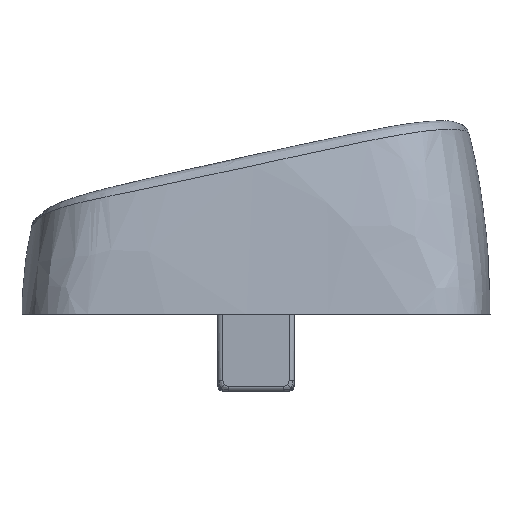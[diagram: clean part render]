
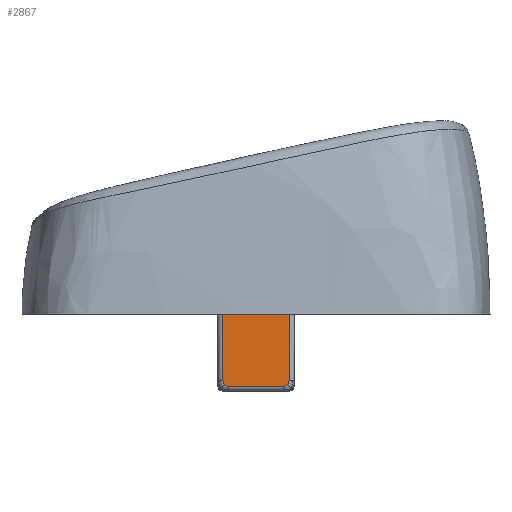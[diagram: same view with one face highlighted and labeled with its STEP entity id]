
A CAD part, left-side view. The second image highlights one B-rep face of the part: STEP entity #2867.
In plain terms, the highlighted planar face has unit normal (-1, 0, -0.009).
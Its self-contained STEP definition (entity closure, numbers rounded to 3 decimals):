
#23=PLANE('',#3116);
#68=LINE('',#8125,#116);
#70=LINE('',#8128,#118);
#72=LINE('',#8131,#120);
#77=LINE('',#8138,#125);
#116=VECTOR('',#3597,10.);
#118=VECTOR('',#3601,10.);
#120=VECTOR('',#3605,10.);
#125=VECTOR('',#3614,10.);
#275=FACE_OUTER_BOUND('',#414,.T.);
#414=EDGE_LOOP('',(#2271,#2272,#2273,#2274,#2275,#2276,#2277,#2278,#2279,
#2280,#2281,#2282));
#465=CIRCLE('',#2929,0.231);
#468=CIRCLE('',#2932,0.231);
#475=CIRCLE('',#2939,0.201);
#478=CIRCLE('',#2942,0.201);
#499=CIRCLE('',#2963,0.231);
#501=CIRCLE('',#2965,0.201);
#504=CIRCLE('',#2968,0.201);
#610=CIRCLE('',#3091,0.231);
#903=VERTEX_POINT('',#4480);
#904=VERTEX_POINT('',#4487);
#906=VERTEX_POINT('',#4533);
#915=VERTEX_POINT('',#4718);
#916=VERTEX_POINT('',#4725);
#918=VERTEX_POINT('',#4771);
#943=VERTEX_POINT('',#5286);
#944=VERTEX_POINT('',#5293);
#947=VERTEX_POINT('',#5340);
#948=VERTEX_POINT('',#5347);
#950=VERTEX_POINT('',#5393);
#1062=VERTEX_POINT('',#7866);
#1261=EDGE_CURVE('',#903,#904,#465,.T.);
#1265=EDGE_CURVE('',#906,#903,#468,.T.);
#1277=EDGE_CURVE('',#915,#916,#475,.T.);
#1281=EDGE_CURVE('',#918,#915,#478,.T.);
#1315=EDGE_CURVE('',#943,#944,#499,.T.);
#1319=EDGE_CURVE('',#947,#948,#501,.T.);
#1323=EDGE_CURVE('',#950,#947,#504,.T.);
#1504=EDGE_CURVE('',#1062,#943,#610,.T.);
#1531=EDGE_CURVE('',#916,#906,#68,.T.);
#1533=EDGE_CURVE('',#904,#1062,#70,.T.);
#1535=EDGE_CURVE('',#948,#918,#72,.T.);
#1540=EDGE_CURVE('',#944,#950,#77,.T.);
#2271=ORIENTED_EDGE('',*,*,#1265,.F.);
#2272=ORIENTED_EDGE('',*,*,#1531,.F.);
#2273=ORIENTED_EDGE('',*,*,#1277,.F.);
#2274=ORIENTED_EDGE('',*,*,#1281,.F.);
#2275=ORIENTED_EDGE('',*,*,#1535,.F.);
#2276=ORIENTED_EDGE('',*,*,#1319,.F.);
#2277=ORIENTED_EDGE('',*,*,#1323,.F.);
#2278=ORIENTED_EDGE('',*,*,#1540,.F.);
#2279=ORIENTED_EDGE('',*,*,#1315,.F.);
#2280=ORIENTED_EDGE('',*,*,#1504,.F.);
#2281=ORIENTED_EDGE('',*,*,#1533,.F.);
#2282=ORIENTED_EDGE('',*,*,#1261,.F.);
#2867=ADVANCED_FACE('',(#275),#23,.T.);
#2929=AXIS2_PLACEMENT_3D('',#4488,#3193,#3194);
#2932=AXIS2_PLACEMENT_3D('',#4535,#3199,#3200);
#2939=AXIS2_PLACEMENT_3D('',#4726,#3213,#3214);
#2942=AXIS2_PLACEMENT_3D('',#4773,#3219,#3220);
#2963=AXIS2_PLACEMENT_3D('',#5294,#3261,#3262);
#2965=AXIS2_PLACEMENT_3D('',#5348,#3265,#3266);
#2968=AXIS2_PLACEMENT_3D('',#5395,#3271,#3272);
#3091=AXIS2_PLACEMENT_3D('',#7868,#3541,#3542);
#3116=AXIS2_PLACEMENT_3D('',#8139,#3615,#3616);
#3193=DIRECTION('center_axis',(1.,0.,0.009));
#3194=DIRECTION('ref_axis',(-0.006,0.71,0.704));
#3199=DIRECTION('center_axis',(1.,0.,0.009));
#3200=DIRECTION('ref_axis',(-0.006,0.71,0.704));
#3213=DIRECTION('center_axis',(1.,0.,0.009));
#3214=DIRECTION('ref_axis',(0.006,0.704,-0.71));
#3219=DIRECTION('center_axis',(1.,0.,0.009));
#3220=DIRECTION('ref_axis',(0.006,0.704,-0.71));
#3261=DIRECTION('center_axis',(1.,0.,0.009));
#3262=DIRECTION('ref_axis',(-0.006,-0.71,0.704));
#3265=DIRECTION('center_axis',(1.,0.,0.009));
#3266=DIRECTION('ref_axis',(0.006,-0.704,-0.71));
#3271=DIRECTION('center_axis',(1.,0.,0.009));
#3272=DIRECTION('ref_axis',(0.006,-0.704,-0.71));
#3541=DIRECTION('center_axis',(1.,0.,0.009));
#3542=DIRECTION('ref_axis',(-0.006,-0.71,0.704));
#3597=DIRECTION('',(-0.009,0.009,1.));
#3601=DIRECTION('',(0.,-1.,0.));
#3605=DIRECTION('',(0.,1.,0.));
#3614=DIRECTION('',(0.009,0.009,-1.));
#3615=DIRECTION('center_axis',(-1.,0.,
-0.009));
#3616=DIRECTION('ref_axis',(0.,1.,0.));
#4480=CARTESIAN_POINT('',(-3.447,-27.346,-0.316));
#4487=CARTESIAN_POINT('',(-3.448,-27.51,-0.248));
#4488=CARTESIAN_POINT('Origin',(-3.446,-27.51,-0.478));
#4533=CARTESIAN_POINT('',(-3.446,-27.279,-0.48));
#4535=CARTESIAN_POINT('Origin',(-3.446,-27.51,-0.478));
#4718=CARTESIAN_POINT('',(-3.419,-27.364,-3.543));
#4725=CARTESIAN_POINT('',(-3.42,-27.305,-3.402));
#4726=CARTESIAN_POINT('Origin',(-3.42,-27.506,-3.401));
#4771=CARTESIAN_POINT('',(-3.419,-27.506,-3.602));
#4773=CARTESIAN_POINT('Origin',(-3.42,-27.506,-3.401));
#5286=CARTESIAN_POINT('',(-3.447,-29.804,-0.316));
#5293=CARTESIAN_POINT('',(-3.446,-29.871,-0.48));
#5294=CARTESIAN_POINT('Origin',(-3.446,-29.64,-0.478));
#5340=CARTESIAN_POINT('',(-3.419,-29.786,-3.543));
#5347=CARTESIAN_POINT('',(-3.419,-29.644,-3.602));
#5348=CARTESIAN_POINT('Origin',(-3.42,-29.644,-3.401));
#5393=CARTESIAN_POINT('',(-3.42,-29.845,-3.402));
#5395=CARTESIAN_POINT('Origin',(-3.42,-29.644,-3.401));
#7866=CARTESIAN_POINT('',(-3.448,-29.64,-0.248));
#7868=CARTESIAN_POINT('Origin',(-3.446,-29.64,-0.478));
#8125=CARTESIAN_POINT('',(-3.45,-27.275,-0.003));
#8128=CARTESIAN_POINT('',(-3.448,-27.825,-0.248));
#8131=CARTESIAN_POINT('',(-3.419,-27.825,-3.602));
#8138=CARTESIAN_POINT('',(-3.45,-29.875,-0.011));
#8139=CARTESIAN_POINT('Origin',(-3.45,-27.075,0.));
